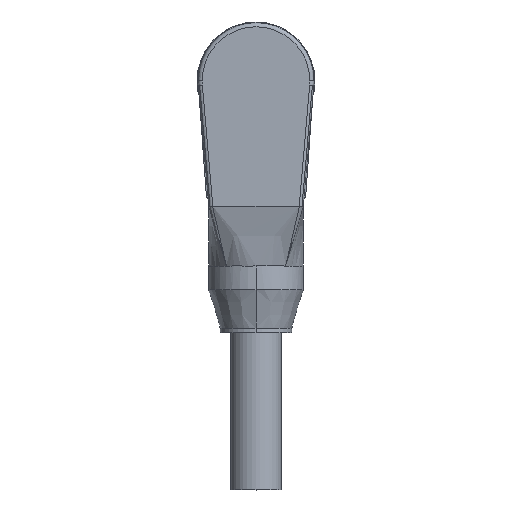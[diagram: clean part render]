
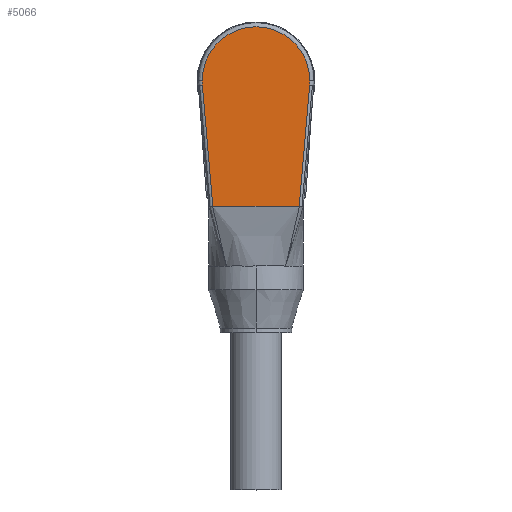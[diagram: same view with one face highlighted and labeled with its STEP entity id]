
A CAD part, top view. The second image highlights one B-rep face of the part: STEP entity #5066.
In plain terms, the highlighted planar face has unit normal (0, 0, 1).
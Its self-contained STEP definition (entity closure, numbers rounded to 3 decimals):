
#192 = DIRECTION ( 'NONE',  ( 0., 1., 0. ) ) ;
#294 = CARTESIAN_POINT ( 'NONE',  ( -6.85, 0., 17.5 ) ) ;
#434 = VERTEX_POINT ( 'NONE', #4932 ) ;
#625 = CARTESIAN_POINT ( 'NONE',  ( -5.498, -16., 17.5 ) ) ;
#649 = AXIS2_PLACEMENT_3D ( 'NONE', #1664, #4811, #2119 ) ;
#769 = LINE ( 'NONE', #1883, #5395 ) ;
#783 = CARTESIAN_POINT ( 'NONE',  ( 5.498, -16., 17.5 ) ) ;
#885 = DIRECTION ( 'NONE',  ( -1., 0., 0. ) ) ;
#1103 = VERTEX_POINT ( 'NONE', #3253 ) ;
#1246 = CARTESIAN_POINT ( 'NONE',  ( 0., 0., 17.5 ) ) ;
#1343 = VECTOR ( 'NONE', #2028, 1000. ) ;
#1574 = CARTESIAN_POINT ( 'NONE',  ( 6.825, -0.587, 17.5 ) ) ;
#1664 = CARTESIAN_POINT ( 'NONE',  ( 0., 0., 17.5 ) ) ;
#1682 = DIRECTION ( 'NONE',  ( 0., 1., 0. ) ) ;
#1768 = ORIENTED_EDGE ( 'NONE', *, *, #2071, .F. ) ;
#1803 = CARTESIAN_POINT ( 'NONE',  ( 6.825, -0.587, 17.5 ) ) ;
#1833 = VERTEX_POINT ( 'NONE', #5112 ) ;
#1883 = CARTESIAN_POINT ( 'NONE',  ( -5.498, -16., 17.5 ) ) ;
#2028 = DIRECTION ( 'NONE',  ( -0.086, -0.996, 0. ) ) ;
#2071 = EDGE_CURVE ( 'NONE', #1833, #5554, #2626, .T. ) ;
#2119 = DIRECTION ( 'NONE',  ( 0., 1., 0. ) ) ;
#2196 = ORIENTED_EDGE ( 'NONE', *, *, #3877, .F. ) ;
#2220 = CARTESIAN_POINT ( 'NONE',  ( 0., 0., 17.5 ) ) ;
#2332 = LINE ( 'NONE', #625, #5755 ) ;
#2479 = EDGE_LOOP ( 'NONE', ( #3186, #1768, #2961, #4692, #2196, #4892 ) ) ;
#2626 = CIRCLE ( 'NONE', #649, 6.85 ) ;
#2884 = DIRECTION ( 'NONE',  ( 0., 0., -1. ) ) ;
#2906 = EDGE_CURVE ( 'NONE', #434, #4053, #4941, .T. ) ;
#2961 = ORIENTED_EDGE ( 'NONE', *, *, #4963, .F. ) ;
#3131 = VERTEX_POINT ( 'NONE', #783 ) ;
#3186 = ORIENTED_EDGE ( 'NONE', *, *, #5782, .F. ) ;
#3253 = CARTESIAN_POINT ( 'NONE',  ( -5.498, -16., 17.5 ) ) ;
#3564 = PLANE ( 'NONE',  #3848 ) ;
#3589 = DIRECTION ( 'NONE',  ( 0., 0., -1. ) ) ;
#3773 = DIRECTION ( 'NONE',  ( -0.086, 0.996, 0. ) ) ;
#3848 = AXIS2_PLACEMENT_3D ( 'NONE', #2220, #3589, #885 ) ;
#3877 = EDGE_CURVE ( 'NONE', #1103, #434, #2332, .T. ) ;
#4013 = FACE_OUTER_BOUND ( 'NONE', #2479, .T. ) ;
#4053 = VERTEX_POINT ( 'NONE', #294 ) ;
#4388 = DIRECTION ( 'NONE',  ( 0., 0., -1. ) ) ;
#4429 = CIRCLE ( 'NONE', #5153, 6.85 ) ;
#4542 = AXIS2_PLACEMENT_3D ( 'NONE', #5549, #2884, #192 ) ;
#4692 = ORIENTED_EDGE ( 'NONE', *, *, #2906, .F. ) ;
#4811 = DIRECTION ( 'NONE',  ( 0., 0., -1. ) ) ;
#4892 = ORIENTED_EDGE ( 'NONE', *, *, #5263, .T. ) ;
#4924 = LINE ( 'NONE', #1574, #1343 ) ;
#4932 = CARTESIAN_POINT ( 'NONE',  ( -6.825, -0.587, 17.5 ) ) ;
#4941 = CIRCLE ( 'NONE', #4542, 6.85 ) ;
#4963 = EDGE_CURVE ( 'NONE', #4053, #1833, #4429, .T. ) ;
#5027 = DIRECTION ( 'NONE',  ( 1., 0., 0. ) ) ;
#5066 = ADVANCED_FACE ( 'NONE', ( #4013 ), #3564, .F. ) ;
#5112 = CARTESIAN_POINT ( 'NONE',  ( 6.85, 0., 17.5 ) ) ;
#5153 = AXIS2_PLACEMENT_3D ( 'NONE', #1246, #4388, #1682 ) ;
#5263 = EDGE_CURVE ( 'NONE', #1103, #3131, #769, .T. ) ;
#5395 = VECTOR ( 'NONE', #5027, 1000. ) ;
#5549 = CARTESIAN_POINT ( 'NONE',  ( 0., 0., 17.5 ) ) ;
#5554 = VERTEX_POINT ( 'NONE', #1803 ) ;
#5755 = VECTOR ( 'NONE', #3773, 1000. ) ;
#5782 = EDGE_CURVE ( 'NONE', #5554, #3131, #4924, .T. ) ;
